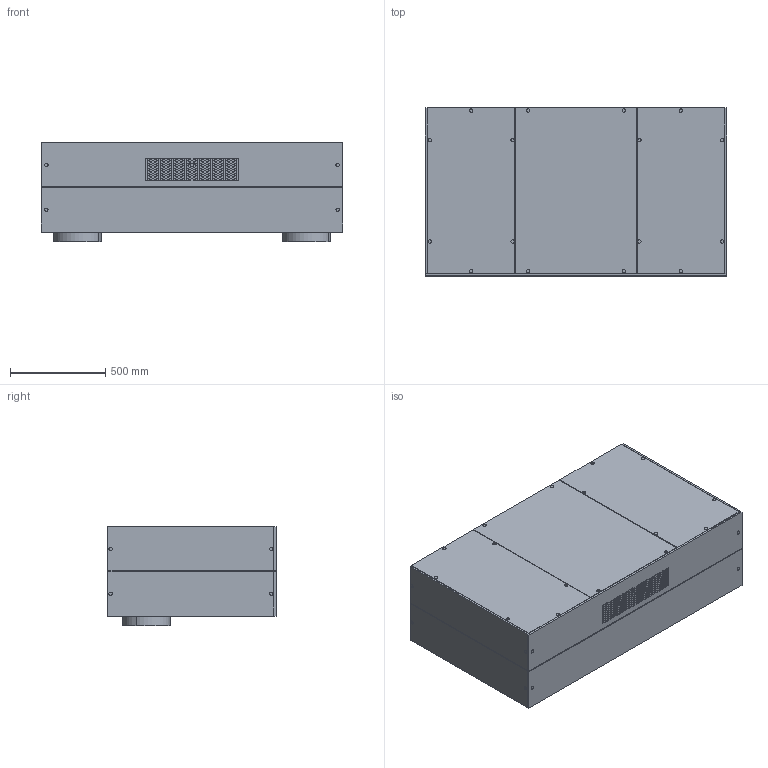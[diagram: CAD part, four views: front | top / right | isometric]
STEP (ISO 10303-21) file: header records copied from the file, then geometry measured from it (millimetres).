
FILE_DESCRIPTION(('Creo Elements/Direct Modeling STEP Export'),'2;1');
FILE_NAME('X600HD-SU.stp','2019-05-28T14:31:53',(''),(''),'PTC Creo Elements/Direct Modeling STEP processor for AP214 (Solid Model)','PTC Creo Elements/Direct Modeling 19.0C 15-Aug-2015 (C) Parametric Technology GmbH','');
FILE_SCHEMA(('AUTOMOTIVE_DESIGN { 1 0 10303 214 1 1 1 1 }'));
Products named in the file (1): X600HD-SU
Bounding box: 1579 x 880 x 523.5 mm (x, y, z)
Volume: 656366967.6 mm3; surface area: 5329608.2 mm2
Topology: 1 solids, 1 shells, 4861 faces, 12398 edges, 8264 vertices
Faces by surface type: plane 4775, cylinder 86
Entity records: 143254 total; most frequent: CARTESIAN_POINT 25399, ORIENTED_EDGE 24796, DIRECTION 22069, EDGE_CURVE 12398, VECTOR 12201, LINE 12201, VERTEX_POINT 8264, EDGE_LOOP 5586
